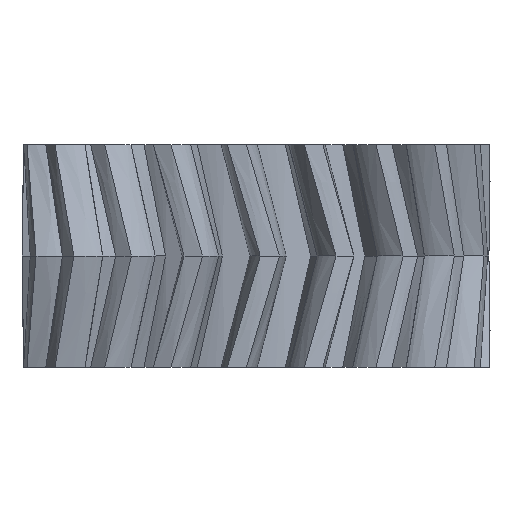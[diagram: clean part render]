
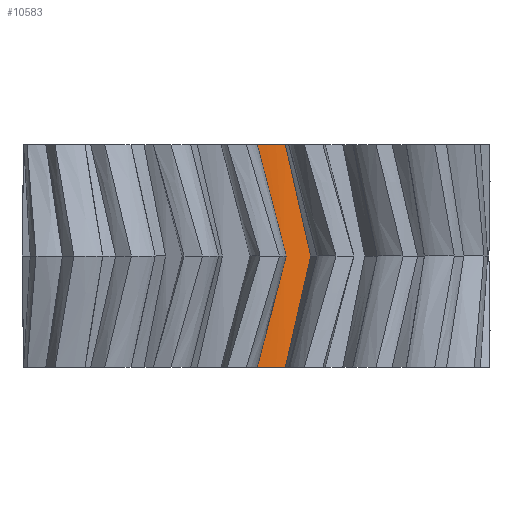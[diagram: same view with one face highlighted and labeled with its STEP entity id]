
A CAD part, front view. The second image highlights one B-rep face of the part: STEP entity #10583.
In plain terms, the highlighted cylindrical face has radius 8.25 mm (diameter 16.5 mm), a partial arc.
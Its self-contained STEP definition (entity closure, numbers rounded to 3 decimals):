
#1875=CARTESIAN_POINT('',(0.046,-8.25,10.));
#1876=VERTEX_POINT('',#1875);
#1883=CARTESIAN_POINT('',(1.313,-8.145,10.));
#1884=VERTEX_POINT('',#1883);
#1885=CARTESIAN_POINT('',(0.,0.,10.));
#1886=DIRECTION('',(0.,0.,1.));
#1887=DIRECTION('',(1.,0.,-0.));
#1888=AXIS2_PLACEMENT_3D('',#1885,#1886,#1887);
#1889=CIRCLE('',#1888,8.25);
#1890=EDGE_CURVE('',#1876,#1884,#1889,.T.);
#2848=CARTESIAN_POINT('',(2.447,-7.879,5.));
#2849=VERTEX_POINT('',#2848);
#2850=CARTESIAN_POINT('',(1.313,-8.145,10.));
#2851=CARTESIAN_POINT('',(1.697,-8.083,8.333));
#2852=CARTESIAN_POINT('',(2.076,-7.994,6.667));
#2853=CARTESIAN_POINT('',(2.447,-7.879,5.));
#2854=B_SPLINE_CURVE_WITH_KNOTS('',3,(#2850,#2851,#2852,#2853),.UNSPECIFIED.,.F.,.F.,(4,4),(0.,1.),.UNSPECIFIED.);
#2855=EDGE_CURVE('',#1884,#2849,#2854,.T.);
#3113=CARTESIAN_POINT('',(1.208,-8.161,5.));
#3114=VERTEX_POINT('',#3113);
#3115=CARTESIAN_POINT('',(1.208,-8.161,5.));
#3116=CARTESIAN_POINT('',(0.823,-8.218,6.667));
#3117=CARTESIAN_POINT('',(0.435,-8.248,8.333));
#3118=CARTESIAN_POINT('',(0.046,-8.25,10.));
#3119=B_SPLINE_CURVE_WITH_KNOTS('',3,(#3115,#3116,#3117,#3118),.UNSPECIFIED.,.F.,.F.,(4,4),(0.,1.),.UNSPECIFIED.);
#3120=EDGE_CURVE('',#3114,#1876,#3119,.T.);
#8374=CARTESIAN_POINT('',(1.313,-8.145,0.));
#8375=VERTEX_POINT('',#8374);
#8382=CARTESIAN_POINT('',(0.046,-8.25,0.));
#8383=VERTEX_POINT('',#8382);
#8384=CARTESIAN_POINT('',(0.,0.,0.));
#8385=DIRECTION('',(0.,0.,1.));
#8386=DIRECTION('',(1.,0.,0.));
#8387=AXIS2_PLACEMENT_3D('',#8384,#8385,#8386);
#8388=CIRCLE('',#8387,8.25);
#8389=EDGE_CURVE('',#8383,#8375,#8388,.T.);
#10385=CARTESIAN_POINT('',(1.313,-8.145,0.));
#10386=CARTESIAN_POINT('',(1.697,-8.083,1.667));
#10387=CARTESIAN_POINT('',(2.076,-7.994,3.333));
#10388=CARTESIAN_POINT('',(2.447,-7.879,5.));
#10389=B_SPLINE_CURVE_WITH_KNOTS('',3,(#10385,#10386,#10387,#10388),.UNSPECIFIED.,.F.,.F.,(4,4),(0.,1.),.UNSPECIFIED.);
#10390=EDGE_CURVE('',#8375,#2849,#10389,.T.);
#10564=CARTESIAN_POINT('',(0.,0.,0.));
#10565=DIRECTION('',(0.,0.,1.));
#10566=DIRECTION('',(1.,0.,0.));
#10567=AXIS2_PLACEMENT_3D('',#10564,#10565,#10566);
#10568=CYLINDRICAL_SURFACE('',#10567,8.25);
#10569=ORIENTED_EDGE('',*,*,#10390,.T.);
#10570=ORIENTED_EDGE('',*,*,#2855,.F.);
#10571=ORIENTED_EDGE('',*,*,#1890,.F.);
#10572=ORIENTED_EDGE('',*,*,#3120,.F.);
#10573=CARTESIAN_POINT('',(1.208,-8.161,5.));
#10574=CARTESIAN_POINT('',(0.823,-8.218,3.333));
#10575=CARTESIAN_POINT('',(0.435,-8.248,1.667));
#10576=CARTESIAN_POINT('',(0.046,-8.25,0.));
#10577=B_SPLINE_CURVE_WITH_KNOTS('',3,(#10573,#10574,#10575,#10576),.UNSPECIFIED.,.F.,.F.,(4,4),(0.,1.),.UNSPECIFIED.);
#10578=EDGE_CURVE('',#3114,#8383,#10577,.T.);
#10579=ORIENTED_EDGE('',*,*,#10578,.T.);
#10580=ORIENTED_EDGE('',*,*,#8389,.T.);
#10581=EDGE_LOOP('',(#10569,#10570,#10571,#10572,#10579,#10580));
#10582=FACE_BOUND('',#10581,.T.);
#10583=ADVANCED_FACE('',(#10582),#10568,.T.);
